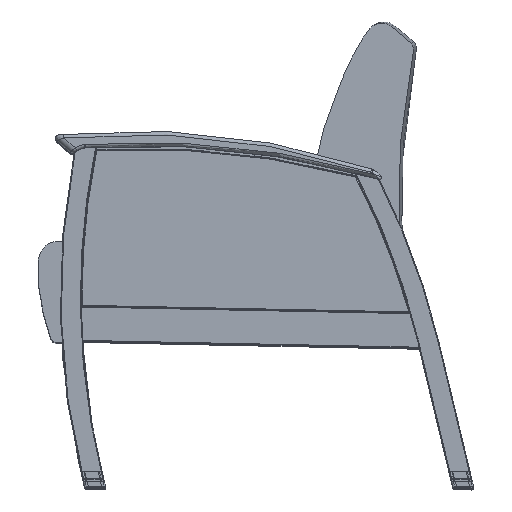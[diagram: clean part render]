
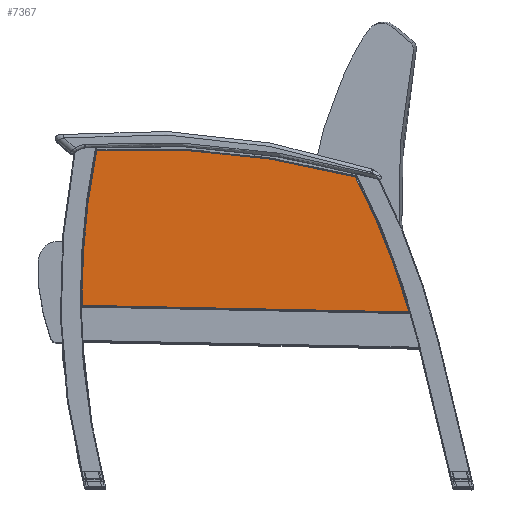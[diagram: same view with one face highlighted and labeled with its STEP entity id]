
A CAD part, top view. The second image highlights one B-rep face of the part: STEP entity #7367.
In plain terms, the highlighted planar face has unit normal (0, 0, 1).
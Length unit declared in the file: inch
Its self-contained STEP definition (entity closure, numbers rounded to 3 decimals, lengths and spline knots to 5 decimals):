
#904=PLANE('',#8119);
#1289=FACE_OUTER_BOUND('',#1885,.T.);
#1885=EDGE_LOOP('',(#6722,#6723,#6724,#6725));
#2311=LINE('',#15269,#2742);
#2742=VECTOR('',#10007,23.30638);
#3109=CIRCLE('',#8104,53.031);
#3117=CIRCLE('',#8118,59.7575);
#3118=CIRCLE('',#8120,53.031);
#3783=VERTEX_POINT('',#15227);
#3786=VERTEX_POINT('',#15245);
#3789=VERTEX_POINT('',#15268);
#3800=VERTEX_POINT('',#15351);
#4760=EDGE_CURVE('',#3786,#3783,#3109,.T.);
#4764=EDGE_CURVE('',#3783,#3789,#2311,.T.);
#4779=EDGE_CURVE('',#3800,#3786,#3117,.T.);
#4780=EDGE_CURVE('',#3789,#3800,#3118,.T.);
#6722=ORIENTED_EDGE('',*,*,#4760,.F.);
#6723=ORIENTED_EDGE('',*,*,#4779,.F.);
#6724=ORIENTED_EDGE('',*,*,#4780,.F.);
#6725=ORIENTED_EDGE('',*,*,#4764,.F.);
#7367=ADVANCED_FACE('',(#1289),#904,.T.);
#8104=AXIS2_PLACEMENT_3D('',#15260,#9997,#9998);
#8118=AXIS2_PLACEMENT_3D('',#15366,#10031,#10032);
#8119=AXIS2_PLACEMENT_3D('',#15367,#10033,#10034);
#8120=AXIS2_PLACEMENT_3D('',#15368,#10035,#10036);
#9997=DIRECTION('center_axis',(0.,0.,-1.));
#9998=DIRECTION('ref_axis',(0.93,0.366,0.));
#10007=DIRECTION('',(-1.,0.02,0.));
#10031=DIRECTION('center_axis',(0.,0.,-1.));
#10032=DIRECTION('ref_axis',(0.099,0.995,0.));
#10033=DIRECTION('center_axis',(0.,0.,1.));
#10034=DIRECTION('ref_axis',(1.,0.,0.));
#10035=DIRECTION('center_axis',(0.,0.,-1.));
#10036=DIRECTION('ref_axis',(-0.996,0.094,0.));
#15227=CARTESIAN_POINT('',(23.533,-0.41145,1.5));
#15245=CARTESIAN_POINT('',(19.73668,9.20793,1.5));
#15260=CARTESIAN_POINT('Origin',(-27.45859,-14.97663,1.5));
#15268=CARTESIAN_POINT('',(0.23135,0.05785,1.5));
#15269=CARTESIAN_POINT('',(5.56619,-0.04959,1.5));
#15351=CARTESIAN_POINT('',(1.27194,11.11456,1.5));
#15366=CARTESIAN_POINT('Origin',(4.44102,-48.55885,1.5));
#15367=CARTESIAN_POINT('Origin',(11.05137,4.30035,1.5));
#15368=CARTESIAN_POINT('Origin',(53.2591,0.64449,1.5));
